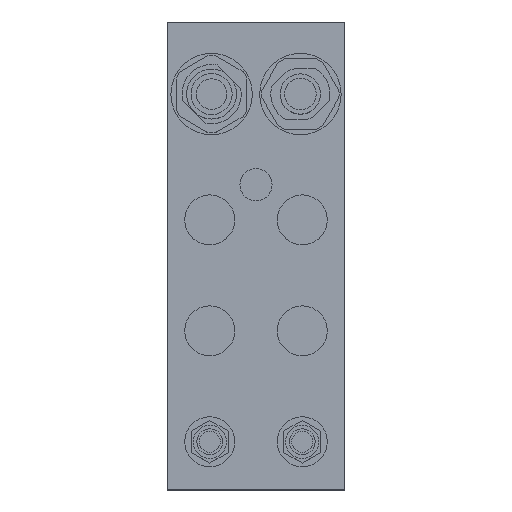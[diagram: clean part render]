
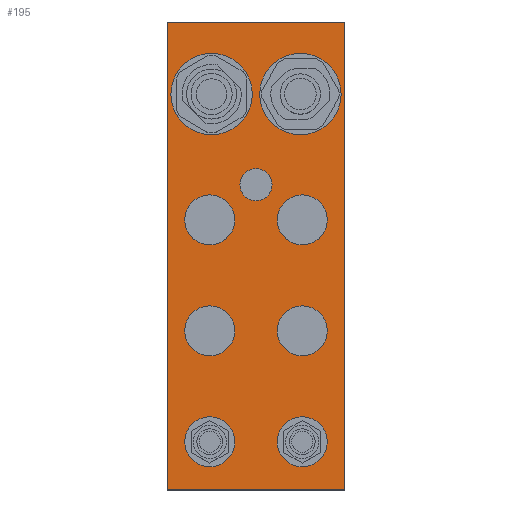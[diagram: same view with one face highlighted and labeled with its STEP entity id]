
A CAD part, top view. The second image highlights one B-rep face of the part: STEP entity #195.
In plain terms, the highlighted planar face has unit normal (0, 0, 1).
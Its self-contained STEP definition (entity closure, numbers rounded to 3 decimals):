
#195=ADVANCED_FACE('NONE',(#463,#464,#465,#466,#467,#468,#469,#470,#471,#472),#473,.T.);
#463=FACE_OUTER_BOUND('',#808,.T.);
#464=FACE_BOUND('',#809,.T.);
#465=FACE_BOUND('',#810,.T.);
#466=FACE_BOUND('',#811,.T.);
#467=FACE_BOUND('',#812,.T.);
#468=FACE_BOUND('',#813,.T.);
#469=FACE_BOUND('',#814,.T.);
#470=FACE_BOUND('',#815,.T.);
#471=FACE_BOUND('',#816,.T.);
#472=FACE_BOUND('',#817,.T.);
#473=PLANE('',#818);
#808=EDGE_LOOP('',(#1671,#1672,#1673,#1674));
#809=EDGE_LOOP('',(#1675,#1676));
#810=EDGE_LOOP('',(#1677,#1678));
#811=EDGE_LOOP('',(#1679,#1680));
#812=EDGE_LOOP('',(#1681,#1682));
#813=EDGE_LOOP('',(#1683,#1684));
#814=EDGE_LOOP('',(#1685,#1686));
#815=EDGE_LOOP('',(#1687,#1688));
#816=EDGE_LOOP('',(#1689,#1690));
#817=EDGE_LOOP('',(#1691,#1692));
#818=AXIS2_PLACEMENT_3D('',#1693,#1694,#1695);
#1671=ORIENTED_EDGE('',*,*,#2402,.F.);
#1672=ORIENTED_EDGE('',*,*,#2403,.T.);
#1673=ORIENTED_EDGE('',*,*,#2404,.F.);
#1674=ORIENTED_EDGE('',*,*,#2405,.F.);
#1675=ORIENTED_EDGE('',*,*,#2302,.T.);
#1676=ORIENTED_EDGE('',*,*,#2389,.T.);
#1677=ORIENTED_EDGE('',*,*,#2388,.T.);
#1678=ORIENTED_EDGE('',*,*,#2304,.T.);
#1679=ORIENTED_EDGE('',*,*,#2387,.T.);
#1680=ORIENTED_EDGE('',*,*,#2308,.T.);
#1681=ORIENTED_EDGE('',*,*,#2386,.T.);
#1682=ORIENTED_EDGE('',*,*,#2312,.T.);
#1683=ORIENTED_EDGE('',*,*,#2385,.T.);
#1684=ORIENTED_EDGE('',*,*,#2316,.T.);
#1685=ORIENTED_EDGE('',*,*,#2384,.T.);
#1686=ORIENTED_EDGE('',*,*,#2320,.T.);
#1687=ORIENTED_EDGE('',*,*,#2383,.T.);
#1688=ORIENTED_EDGE('',*,*,#2324,.T.);
#1689=ORIENTED_EDGE('',*,*,#2382,.T.);
#1690=ORIENTED_EDGE('',*,*,#2328,.T.);
#1691=ORIENTED_EDGE('',*,*,#2381,.T.);
#1692=ORIENTED_EDGE('',*,*,#2332,.T.);
#1693=CARTESIAN_POINT('',(0.0,126.5,-1.));
#1694=DIRECTION('',(-0.0,0.,1.));
#1695=DIRECTION('',(1.0,0.0,0.0));
#2302=EDGE_CURVE('NONE',#2763,#2761,#2764,.T.);
#2304=EDGE_CURVE('NONE',#2766,#2767,#2768,.T.);
#2308=EDGE_CURVE('NONE',#2774,#2775,#2776,.T.);
#2312=EDGE_CURVE('NONE',#2782,#2783,#2784,.T.);
#2316=EDGE_CURVE('NONE',#2790,#2791,#2792,.T.);
#2320=EDGE_CURVE('NONE',#2798,#2799,#2800,.T.);
#2324=EDGE_CURVE('NONE',#2806,#2807,#2808,.T.);
#2328=EDGE_CURVE('NONE',#2814,#2815,#2816,.T.);
#2332=EDGE_CURVE('NONE',#2822,#2823,#2824,.T.);
#2381=EDGE_CURVE('NONE',#2823,#2822,#2903,.T.);
#2382=EDGE_CURVE('NONE',#2815,#2814,#2904,.T.);
#2383=EDGE_CURVE('NONE',#2807,#2806,#2905,.T.);
#2384=EDGE_CURVE('NONE',#2799,#2798,#2906,.T.);
#2385=EDGE_CURVE('NONE',#2791,#2790,#2907,.T.);
#2386=EDGE_CURVE('NONE',#2783,#2782,#2908,.T.);
#2387=EDGE_CURVE('NONE',#2775,#2774,#2909,.T.);
#2388=EDGE_CURVE('NONE',#2767,#2766,#2910,.T.);
#2389=EDGE_CURVE('NONE',#2761,#2763,#2911,.T.);
#2402=EDGE_CURVE('NONE',#2928,#2929,#2930,.T.);
#2403=EDGE_CURVE('NONE',#2928,#2931,#2932,.T.);
#2404=EDGE_CURVE('NONE',#2933,#2931,#2934,.T.);
#2405=EDGE_CURVE('NONE',#2929,#2933,#2935,.T.);
#2761=VERTEX_POINT('NONE',#3455);
#2763=VERTEX_POINT('NONE',#3458);
#2764=CIRCLE('',#3459,4.341);
#2766=VERTEX_POINT('NONE',#3462);
#2767=VERTEX_POINT('NONE',#3463);
#2768=CIRCLE('',#3464,6.758);
#2774=VERTEX_POINT('NONE',#3472);
#2775=VERTEX_POINT('NONE',#3473);
#2776=CIRCLE('',#3474,6.758);
#2782=VERTEX_POINT('NONE',#3482);
#2783=VERTEX_POINT('NONE',#3483);
#2784=CIRCLE('',#3484,6.758);
#2790=VERTEX_POINT('NONE',#3492);
#2791=VERTEX_POINT('NONE',#3493);
#2792=CIRCLE('',#3494,6.758);
#2798=VERTEX_POINT('NONE',#3502);
#2799=VERTEX_POINT('NONE',#3503);
#2800=CIRCLE('',#3504,6.758);
#2806=VERTEX_POINT('NONE',#3512);
#2807=VERTEX_POINT('NONE',#3513);
#2808=CIRCLE('',#3514,6.758);
#2814=VERTEX_POINT('NONE',#3522);
#2815=VERTEX_POINT('NONE',#3523);
#2816=CIRCLE('',#3524,11.005);
#2822=VERTEX_POINT('NONE',#3532);
#2823=VERTEX_POINT('NONE',#3533);
#2824=CIRCLE('',#3534,11.005);
#2903=CIRCLE('',#3647,11.005);
#2904=CIRCLE('',#3648,11.005);
#2905=CIRCLE('',#3649,6.758);
#2906=CIRCLE('',#3650,6.758);
#2907=CIRCLE('',#3651,6.758);
#2908=CIRCLE('',#3652,6.758);
#2909=CIRCLE('',#3653,6.758);
#2910=CIRCLE('',#3654,6.758);
#2911=CIRCLE('',#3655,4.341);
#2928=VERTEX_POINT('NONE',#3684);
#2929=VERTEX_POINT('NONE',#3685);
#2930=LINE('',#3686,#3687);
#2931=VERTEX_POINT('NONE',#3688);
#2932=LINE('',#3689,#3690);
#2933=VERTEX_POINT('NONE',#3691);
#2934=LINE('',#3692,#3693);
#2935=LINE('',#3694,#3695);
#3455=CARTESIAN_POINT('',(24.0,86.841,-1.));
#3458=CARTESIAN_POINT('',(24.0,78.159,-1.));
#3459=AXIS2_PLACEMENT_3D('',#4254,#4255,#4256);
#3462=CARTESIAN_POINT('',(36.5,19.758,-1.));
#3463=CARTESIAN_POINT('',(36.5,6.242,-1.));
#3464=AXIS2_PLACEMENT_3D('',#4258,#4259,#4260);
#3472=CARTESIAN_POINT('',(11.5,19.758,-1.));
#3473=CARTESIAN_POINT('',(11.5,6.242,-1.));
#3474=AXIS2_PLACEMENT_3D('',#4266,#4267,#4268);
#3482=CARTESIAN_POINT('',(11.5,49.758,-1.));
#3483=CARTESIAN_POINT('',(11.5,36.242,-1.));
#3484=AXIS2_PLACEMENT_3D('',#4274,#4275,#4276);
#3492=CARTESIAN_POINT('',(36.5,49.758,-1.));
#3493=CARTESIAN_POINT('',(36.5,36.242,-1.));
#3494=AXIS2_PLACEMENT_3D('',#4282,#4283,#4284);
#3502=CARTESIAN_POINT('',(36.5,79.758,-1.));
#3503=CARTESIAN_POINT('',(36.5,66.242,-1.));
#3504=AXIS2_PLACEMENT_3D('',#4290,#4291,#4292);
#3512=CARTESIAN_POINT('',(11.5,79.758,-1.));
#3513=CARTESIAN_POINT('',(11.5,66.242,-1.));
#3514=AXIS2_PLACEMENT_3D('',#4298,#4299,#4300);
#3522=CARTESIAN_POINT('',(36.0,118.005,-1.));
#3523=CARTESIAN_POINT('',(36.0,95.995,-1.));
#3524=AXIS2_PLACEMENT_3D('',#4306,#4307,#4308);
#3532=CARTESIAN_POINT('',(12.0,118.005,-1.));
#3533=CARTESIAN_POINT('',(12.0,95.995,-1.));
#3534=AXIS2_PLACEMENT_3D('',#4314,#4315,#4316);
#3647=AXIS2_PLACEMENT_3D('',#4393,#4394,#4395);
#3648=AXIS2_PLACEMENT_3D('',#4396,#4397,#4398);
#3649=AXIS2_PLACEMENT_3D('',#4399,#4400,#4401);
#3650=AXIS2_PLACEMENT_3D('',#4402,#4403,#4404);
#3651=AXIS2_PLACEMENT_3D('',#4405,#4406,#4407);
#3652=AXIS2_PLACEMENT_3D('',#4408,#4409,#4410);
#3653=AXIS2_PLACEMENT_3D('',#4411,#4412,#4413);
#3654=AXIS2_PLACEMENT_3D('',#4414,#4415,#4416);
#3655=AXIS2_PLACEMENT_3D('',#4417,#4418,#4419);
#3684=CARTESIAN_POINT('',(0.0,126.5,-1.));
#3685=CARTESIAN_POINT('',(48.0,126.5,-1.));
#3686=CARTESIAN_POINT('',(0.0,126.5,-1.));
#3687=VECTOR('',#4432,1000.0);
#3688=CARTESIAN_POINT('',(0.0,0.,-1.));
#3689=CARTESIAN_POINT('',(0.0,126.5,-1.));
#3690=VECTOR('',#4433,1000.0);
#3691=CARTESIAN_POINT('',(48.0,0.,-1.));
#3692=CARTESIAN_POINT('',(0.0,0.0,-1.));
#3693=VECTOR('',#4434,1000.0);
#3694=CARTESIAN_POINT('',(48.0,126.5,-1.));
#3695=VECTOR('',#4435,1000.0);
#4254=CARTESIAN_POINT('',(24.0,82.5,-1.));
#4255=DIRECTION('',(-0.0,0.,-1.));
#4256=DIRECTION('',(0.0,-1.,0.));
#4258=CARTESIAN_POINT('',(36.5,13.,-1.));
#4259=DIRECTION('',(-0.0,0.,-1.));
#4260=DIRECTION('',(0.0,-1.,0.));
#4266=CARTESIAN_POINT('',(11.5,13.,-1.));
#4267=DIRECTION('',(-0.0,0.,-1.));
#4268=DIRECTION('',(0.0,-1.,0.));
#4274=CARTESIAN_POINT('',(11.5,43.,-1.));
#4275=DIRECTION('',(-0.0,0.,-1.));
#4276=DIRECTION('',(0.0,-1.,0.));
#4282=CARTESIAN_POINT('',(36.5,43.,-1.));
#4283=DIRECTION('',(-0.0,0.,-1.));
#4284=DIRECTION('',(0.0,-1.,0.));
#4290=CARTESIAN_POINT('',(36.5,73.,-1.));
#4291=DIRECTION('',(-0.0,0.,-1.));
#4292=DIRECTION('',(0.0,-1.,0.));
#4298=CARTESIAN_POINT('',(11.5,73.,-1.));
#4299=DIRECTION('',(-0.0,0.,-1.));
#4300=DIRECTION('',(0.0,-1.,0.));
#4306=CARTESIAN_POINT('',(36.0,107.,-1.));
#4307=DIRECTION('',(-0.0,0.,-1.));
#4308=DIRECTION('',(0.0,-1.,0.));
#4314=CARTESIAN_POINT('',(12.0,107.,-1.));
#4315=DIRECTION('',(-0.0,0.,-1.));
#4316=DIRECTION('',(0.0,-1.,0.));
#4393=CARTESIAN_POINT('',(12.0,107.,-1.));
#4394=DIRECTION('',(-0.0,0.,-1.));
#4395=DIRECTION('',(0.0,-1.,0.));
#4396=CARTESIAN_POINT('',(36.0,107.,-1.));
#4397=DIRECTION('',(-0.0,0.,-1.));
#4398=DIRECTION('',(0.0,-1.,0.));
#4399=CARTESIAN_POINT('',(11.5,73.,-1.));
#4400=DIRECTION('',(-0.0,0.,-1.));
#4401=DIRECTION('',(0.0,-1.,0.));
#4402=CARTESIAN_POINT('',(36.5,73.,-1.));
#4403=DIRECTION('',(-0.0,0.,-1.));
#4404=DIRECTION('',(0.0,-1.,0.));
#4405=CARTESIAN_POINT('',(36.5,43.,-1.));
#4406=DIRECTION('',(-0.0,0.,-1.));
#4407=DIRECTION('',(0.0,-1.,0.));
#4408=CARTESIAN_POINT('',(11.5,43.,-1.));
#4409=DIRECTION('',(-0.0,0.,-1.));
#4410=DIRECTION('',(0.0,-1.,0.));
#4411=CARTESIAN_POINT('',(11.5,13.,-1.));
#4412=DIRECTION('',(-0.0,0.,-1.));
#4413=DIRECTION('',(0.0,-1.,0.));
#4414=CARTESIAN_POINT('',(36.5,13.,-1.));
#4415=DIRECTION('',(-0.0,0.,-1.));
#4416=DIRECTION('',(0.0,-1.,0.));
#4417=CARTESIAN_POINT('',(24.0,82.5,-1.));
#4418=DIRECTION('',(-0.0,0.,-1.));
#4419=DIRECTION('',(0.0,-1.,0.));
#4432=DIRECTION('',(1.0,0.0,0.0));
#4433=DIRECTION('',(0.0,-1.,0.));
#4434=DIRECTION('',(-1.0,-0.0,-0.0));
#4435=DIRECTION('',(0.0,-1.,0.));
